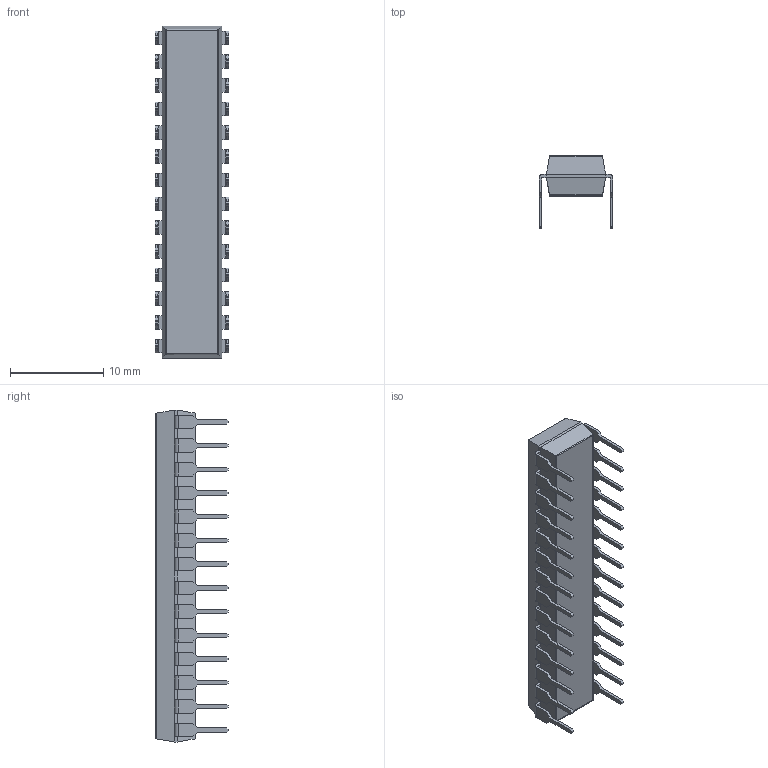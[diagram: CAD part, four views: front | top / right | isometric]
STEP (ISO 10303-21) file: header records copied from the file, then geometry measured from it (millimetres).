
FILE_DESCRIPTION (( 'STEP AP214' ), '1' );
FILE_NAME ('DIP28-300.step', '2011-03-01T19:55:46', ( 'iLLuSioN' ), ( 'Home' ), 'SwSTEP 2.0', 'SolidWorks 2009', '' );
FILE_SCHEMA (( 'AUTOMOTIVE_DESIGN' ));
Length unit declared in the file: millimetre
Products named in the file (1): DIP28-300
Bounding box: 7.92 x 7.75 x 35.56 mm (x, y, z)
Volume: 957.3 mm3; surface area: 1146.5 mm2
Topology: 1 solids, 1 shells, 474 faces, 1288 edges, 816 vertices
Faces by surface type: plane 407, cylinder 67
Entity records: 19827 total; most frequent: CARTESIAN_POINT 2639, ORIENTED_EDGE 2576, DIRECTION 2342, EDGE_CURVE 1288, LINE 1160, VECTOR 1160, VERTEX_POINT 816, AXIS2_PLACEMENT_3D 591
